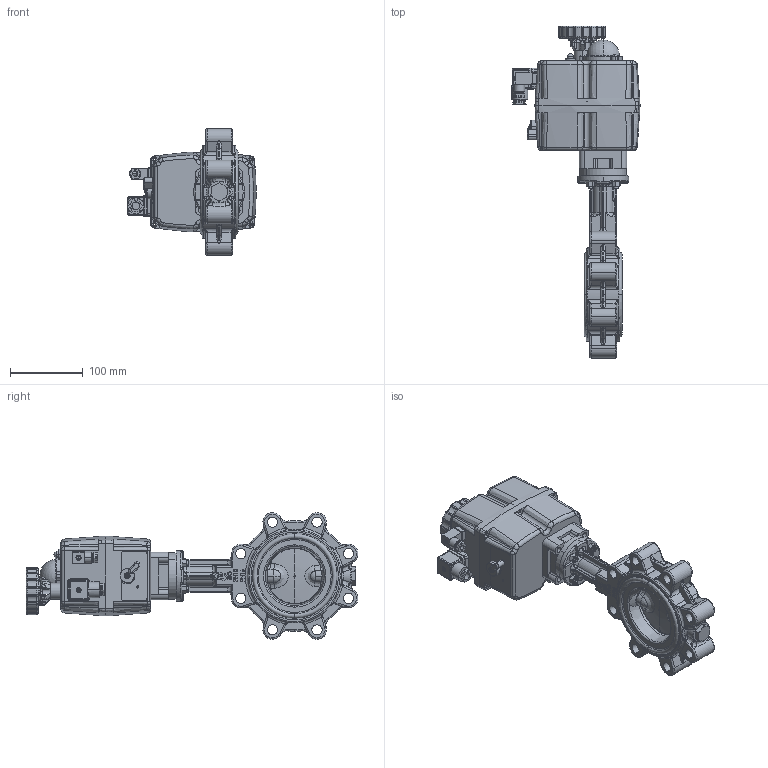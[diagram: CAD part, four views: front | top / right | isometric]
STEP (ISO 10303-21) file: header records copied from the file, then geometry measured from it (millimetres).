
FILE_DESCRIPTION (( 'STEP AP203' ), '1' );
FILE_NAME ('AKE02_DN80.STEP', '2022-10-26T07:14:23', ( '' ), ( '' ), 'SwSTEP 2.0', 'SolidWorks 2021', '' );
FILE_SCHEMA (( 'CONFIG_CONTROL_DESIGN' ));
Length unit declared in the file: metre
Products named in the file (1): AKE02_DN80
Bounding box: 176.14 x 455.88 x 173.82 mm (x, y, z)
Surface area: 243968.6 mm2 (no closed solid volume)
Topology: 0 solids, 62 shells, 2014 faces, 6495 edges, 4338 vertices
Faces by surface type: cylinder 623, plane 539, torus 436, bspline 294, cone 96, sphere 26
Entity records: 107649 total; most frequent: CARTESIAN_POINT 53681, DIRECTION 11053, ORIENTED_EDGE 10609, EDGE_CURVE 6423, VERTEX_POINT 4336, AXIS2_PLACEMENT_3D 4319, CIRCLE 2598, LINE 2415
